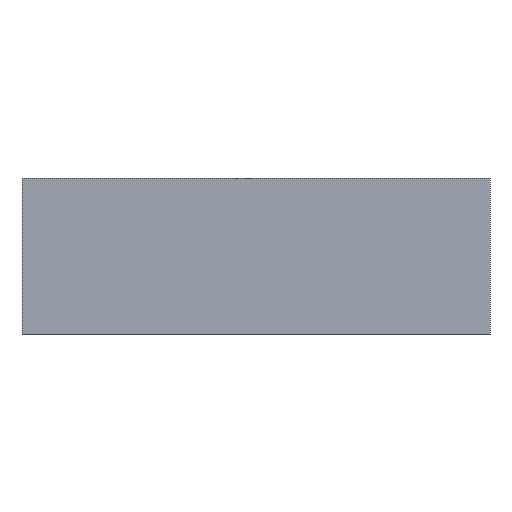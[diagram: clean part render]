
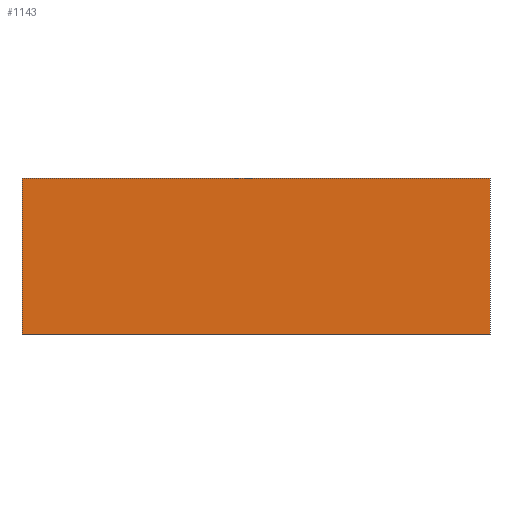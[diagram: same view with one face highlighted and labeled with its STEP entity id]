
A CAD part, left-side view. The second image highlights one B-rep face of the part: STEP entity #1143.
In plain terms, the highlighted planar face has unit normal (-1, 0, 0).
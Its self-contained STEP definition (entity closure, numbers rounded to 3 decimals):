
#46 = CARTESIAN_POINT ( 'NONE',  ( 0., 6., 0. ) ) ;
#48 = CARTESIAN_POINT ( 'NONE',  ( 0., 6., 2. ) ) ;
#66 = CARTESIAN_POINT ( 'NONE',  ( 0., 0., 0. ) ) ;
#76 = DIRECTION ( 'NONE',  ( 0., -1., 0. ) ) ;
#191 = CARTESIAN_POINT ( 'NONE',  ( 0., 0., 2. ) ) ;
#195 = DIRECTION ( 'NONE',  ( 0., 0., -1. ) ) ;
#200 = CARTESIAN_POINT ( 'NONE',  ( 0., 6., 2. ) ) ;
#202 = DIRECTION ( 'NONE',  ( 0., 0., -1. ) ) ;
#219 = CARTESIAN_POINT ( 'NONE',  ( 0., 0., 0. ) ) ;
#235 = VECTOR ( 'NONE', #380, 1000. ) ;
#243 = LINE ( 'NONE', #416, #235 ) ;
#254 = CARTESIAN_POINT ( 'NONE',  ( 0., 0., 2. ) ) ;
#380 = DIRECTION ( 'NONE',  ( 0., -1., 0. ) ) ;
#416 = CARTESIAN_POINT ( 'NONE',  ( 0., 0., 2. ) ) ;
#501 = EDGE_LOOP ( 'NONE', ( #766, #847, #837, #855 ) ) ;
#520 = DIRECTION ( 'NONE',  ( 1., 0., 0. ) ) ;
#522 = PLANE ( 'NONE',  #751 ) ;
#526 = CARTESIAN_POINT ( 'NONE',  ( 0., 0., 2. ) ) ;
#529 = DIRECTION ( 'NONE',  ( 0., 0., -1. ) ) ;
#564 = LINE ( 'NONE', #200, #849 ) ;
#565 = VECTOR ( 'NONE', #195, 1000. ) ;
#605 = LINE ( 'NONE', #191, #565 ) ;
#613 = VECTOR ( 'NONE', #76, 1000. ) ;
#657 = LINE ( 'NONE', #66, #613 ) ;
#716 = VERTEX_POINT ( 'NONE', #46 ) ;
#723 = FACE_OUTER_BOUND ( 'NONE', #501, .T. ) ;
#751 = AXIS2_PLACEMENT_3D ( 'NONE', #526, #520, #529 ) ;
#766 = ORIENTED_EDGE ( 'NONE', *, *, #975, .T. ) ;
#773 = VERTEX_POINT ( 'NONE', #48 ) ;
#837 = ORIENTED_EDGE ( 'NONE', *, *, #1568, .F. ) ;
#847 = ORIENTED_EDGE ( 'NONE', *, *, #1019, .F. ) ;
#849 = VECTOR ( 'NONE', #202, 1000. ) ;
#855 = ORIENTED_EDGE ( 'NONE', *, *, #1023, .T. ) ;
#975 = EDGE_CURVE ( 'NONE', #716, #1534, #657, .T. ) ;
#1019 = EDGE_CURVE ( 'NONE', #1547, #1534, #605, .T. ) ;
#1023 = EDGE_CURVE ( 'NONE', #773, #716, #564, .T. ) ;
#1143 = ADVANCED_FACE ( 'NONE', ( #723 ), #522, .F. ) ;
#1534 = VERTEX_POINT ( 'NONE', #219 ) ;
#1547 = VERTEX_POINT ( 'NONE', #254 ) ;
#1568 = EDGE_CURVE ( 'NONE', #773, #1547, #243, .T. ) ;
